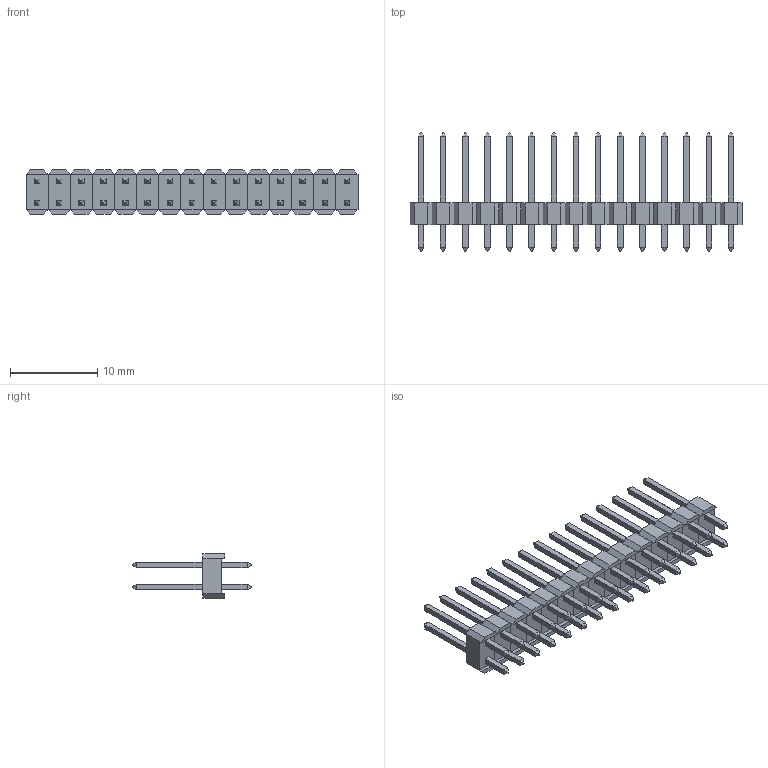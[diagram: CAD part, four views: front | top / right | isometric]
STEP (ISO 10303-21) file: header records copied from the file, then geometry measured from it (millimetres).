
FILE_DESCRIPTION (( 'STEP AP214' ), '1' );
FILE_NAME ('PRPC015DFAN-RC.STEP', '2018-01-23T15:05:13', ( '' ), ( '' ), 'SwSTEP 2.0', 'SolidWorks 2014', '' );
FILE_SCHEMA (( 'AUTOMOTIVE_DESIGN' ));
Length unit declared in the file: millimetre
Products named in the file (2): Dual TH with end bump format; PRPC015DFAN-RC
Assembly tree (15 placements, depth 2):
  PRPC015DFAN-RC
    Dual TH with end bump format  x15
Bounding box: 38.1 x 13.61 x 5.08 mm (x, y, z)
Volume: 538.1 mm3; surface area: 1770.2 mm2
Topology: 75 solids, 75 shells, 810 faces, 1680 edges, 1020 vertices
Faces by surface type: plane 810
Entity records: 1590 total; most frequent: DIRECTION 256, CARTESIAN_POINT 252, ORIENTED_EDGE 224, VECTOR 112, EDGE_CURVE 112, LINE 112, AXIS2_PLACEMENT_3D 72, VERTEX_POINT 68
